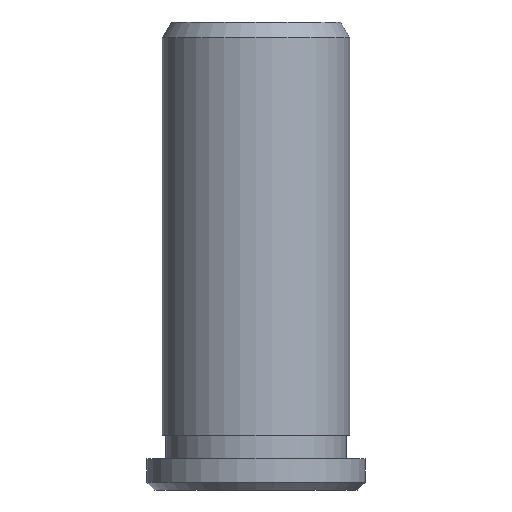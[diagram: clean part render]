
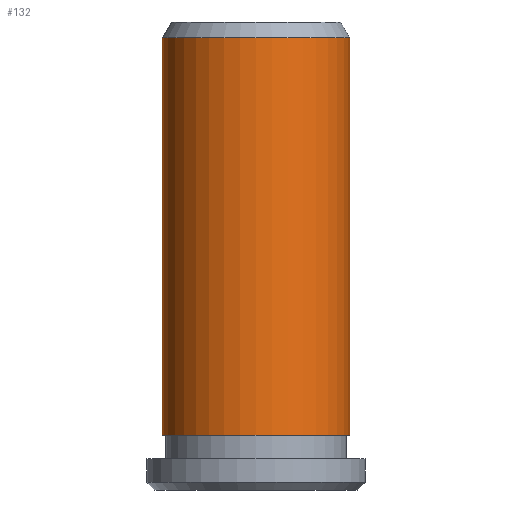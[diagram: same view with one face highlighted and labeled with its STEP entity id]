
A CAD part, left-side view. The second image highlights one B-rep face of the part: STEP entity #132.
In plain terms, the highlighted cylindrical face has radius 6 mm (diameter 12 mm), a partial arc.
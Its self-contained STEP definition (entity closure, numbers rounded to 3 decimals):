
#104=EDGE_CURVE('NONE',#238,#158,#276,.T.);
#132=ADVANCED_FACE('NONE',(#306),#307,.T.);
#150=EDGE_CURVE('NONE',#238,#216,#328,.T.);
#158=VERTEX_POINT('NONE',#336);
#200=EDGE_CURVE('NONE',#216,#236,#384,.T.);
#216=VERTEX_POINT('NONE',#403);
#232=EDGE_CURVE('NONE',#158,#236,#421,.T.);
#236=VERTEX_POINT('NONE',#425);
#238=VERTEX_POINT('NONE',#427);
#276=CIRCLE('',#458,6.);
#306=FACE_OUTER_BOUND('',#498,.T.);
#307=CYLINDRICAL_SURFACE('',#499,6.0);
#328=LINE('',#525,#526);
#336=CARTESIAN_POINT('',(0.,6.,29.0));
#384=CIRCLE('',#600,6.0);
#403=CARTESIAN_POINT('',(0.0,-6.0,3.5));
#421=LINE('',#647,#648);
#425=CARTESIAN_POINT('',(0.,6.0,3.5));
#427=CARTESIAN_POINT('',(0.0,-6.,29.0));
#458=AXIS2_PLACEMENT_3D('',#690,#691,#692);
#498=EDGE_LOOP('',(#730,#731,#732,#733));
#499=AXIS2_PLACEMENT_3D('',#734,#735,#736);
#525=CARTESIAN_POINT('',(0.0,-6.0,-1.136));
#526=VECTOR('',#768,1000.0);
#600=AXIS2_PLACEMENT_3D('',#822,#823,#824);
#647=CARTESIAN_POINT('',(0.,6.0,-1.136));
#648=VECTOR('',#869,1000.0);
#690=CARTESIAN_POINT('',(0.0,0.0,29.0));
#691=DIRECTION('',(0.0,0.0,-1.0));
#692=DIRECTION('',(0.0,-1.0,0.0));
#730=ORIENTED_EDGE('',*,*,#104,.T.);
#731=ORIENTED_EDGE('',*,*,#232,.T.);
#732=ORIENTED_EDGE('',*,*,#200,.F.);
#733=ORIENTED_EDGE('',*,*,#150,.F.);
#734=CARTESIAN_POINT('',(0.0,0.0,-1.136));
#735=DIRECTION('',(0.0,-0.0,-1.0));
#736=DIRECTION('',(0.0,-1.0,0.0));
#768=DIRECTION('',(0.0,0.0,-1.0));
#822=CARTESIAN_POINT('',(0.0,0.0,3.5));
#823=DIRECTION('',(0.0,0.0,-1.0));
#824=DIRECTION('',(0.0,-1.0,0.0));
#869=DIRECTION('',(0.0,0.0,-1.0));
